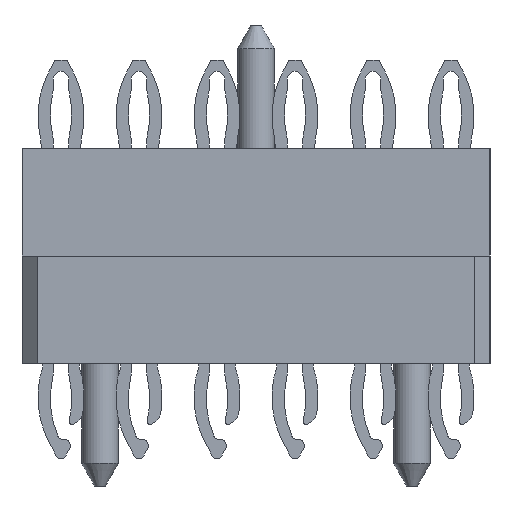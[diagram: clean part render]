
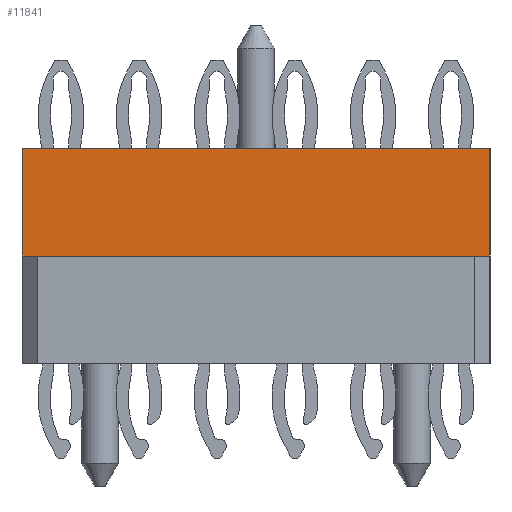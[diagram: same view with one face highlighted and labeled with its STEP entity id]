
A CAD part, front view. The second image highlights one B-rep face of the part: STEP entity #11841.
In plain terms, the highlighted planar face has unit normal (0, -1, 0).
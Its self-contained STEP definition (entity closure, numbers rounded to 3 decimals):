
#1766=FACE_OUTER_BOUND('',#2443,.T.);
#2443=EDGE_LOOP('',(#10940,#10941,#10942,#10943));
#3461=LINE('',#20377,#4500);
#3470=LINE('',#20404,#4509);
#3485=LINE('',#20446,#4524);
#3488=LINE('',#20452,#4527);
#4500=VECTOR('',#16804,1000.);
#4509=VECTOR('',#16827,1000.);
#4524=VECTOR('',#16880,1000.);
#4527=VECTOR('',#16889,1000.);
#5675=VERTEX_POINT('',#20375);
#5676=VERTEX_POINT('',#20376);
#5687=VERTEX_POINT('',#20403);
#5692=VERTEX_POINT('',#20424);
#7410=EDGE_CURVE('',#5675,#5676,#3461,.T.);
#7424=EDGE_CURVE('',#5675,#5687,#3470,.T.);
#7445=EDGE_CURVE('',#5676,#5692,#3485,.F.);
#7448=EDGE_CURVE('',#5687,#5692,#3488,.T.);
#10940=ORIENTED_EDGE('',*,*,#7424,.F.);
#10941=ORIENTED_EDGE('',*,*,#7410,.T.);
#10942=ORIENTED_EDGE('',*,*,#7445,.T.);
#10943=ORIENTED_EDGE('',*,*,#7448,.F.);
#11226=PLANE('',#13188);
#11841=ADVANCED_FACE('',(#1766),#11226,.F.);
#13188=AXIS2_PLACEMENT_3D('',#20451,#16887,#16888);
#16804=DIRECTION('',(-1.,0.,0.));
#16827=DIRECTION('',(0.,0.,-1.));
#16880=DIRECTION('',(0.,0.,1.));
#16887=DIRECTION('center_axis',(0.,1.,0.));
#16888=DIRECTION('ref_axis',(1.,0.,0.));
#16889=DIRECTION('',(-1.,0.,0.));
#20375=CARTESIAN_POINT('',(-17.78,88.,7.));
#20376=CARTESIAN_POINT('',(-33.02,88.,7.));
#20377=CARTESIAN_POINT('',(-33.02,88.,7.));
#20403=CARTESIAN_POINT('',(-17.78,88.,3.5));
#20404=CARTESIAN_POINT('',(-17.78,88.,5.5));
#20424=CARTESIAN_POINT('',(-33.02,88.,3.5));
#20446=CARTESIAN_POINT('',(-33.02,88.,7.));
#20451=CARTESIAN_POINT('Origin',(-33.02,88.,5.5));
#20452=CARTESIAN_POINT('',(-33.02,88.,3.5));
